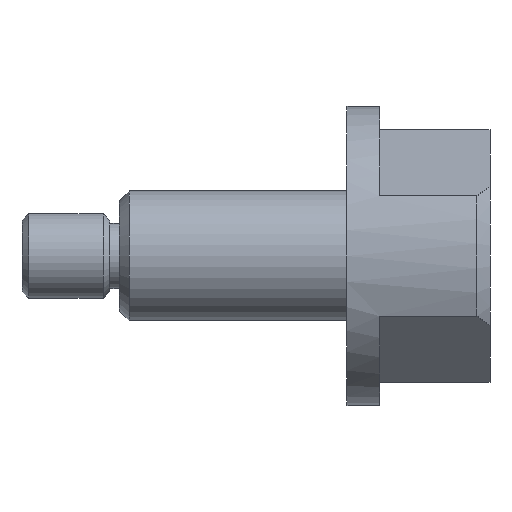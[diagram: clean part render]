
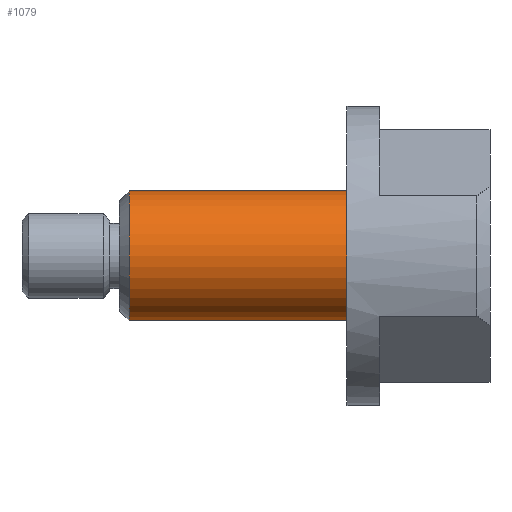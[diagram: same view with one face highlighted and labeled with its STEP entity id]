
A CAD part, left-side view. The second image highlights one B-rep face of the part: STEP entity #1079.
In plain terms, the highlighted cylindrical face has radius 2 mm (diameter 4 mm), a partial arc.
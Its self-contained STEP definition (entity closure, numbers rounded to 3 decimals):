
#47 = CIRCLE ( 'NONE', #1065, 2. ) ;
#67 = ORIENTED_EDGE ( 'NONE', *, *, #704, .T. ) ;
#87 = CYLINDRICAL_SURFACE ( 'NONE', #2231, 2. ) ;
#214 = VECTOR ( 'NONE', #1888, 1000. ) ;
#245 = LINE ( 'NONE', #1706, #214 ) ;
#317 = FACE_OUTER_BOUND ( 'NONE', #1110, .T. ) ;
#374 = LINE ( 'NONE', #2153, #2359 ) ;
#393 = DIRECTION ( 'NONE',  ( 0., 0., 1. ) ) ;
#593 = DIRECTION ( 'NONE',  ( 0., -1., 0. ) ) ;
#704 = EDGE_CURVE ( 'NONE', #1533, #1711, #47, .T. ) ;
#746 = DIRECTION ( 'NONE',  ( 0., 1., 0. ) ) ;
#805 = ORIENTED_EDGE ( 'NONE', *, *, #2269, .F. ) ;
#1008 = CARTESIAN_POINT ( 'NONE',  ( 0., 8.9, 0. ) ) ;
#1026 = ORIENTED_EDGE ( 'NONE', *, *, #2236, .T. ) ;
#1049 = CARTESIAN_POINT ( 'NONE',  ( 0., 2.2, 2. ) ) ;
#1065 = AXIS2_PLACEMENT_3D ( 'NONE', #1909, #746, #2080 ) ;
#1079 = ADVANCED_FACE ( 'NONE', ( #317 ), #87, .T. ) ;
#1110 = EDGE_LOOP ( 'NONE', ( #805, #1026, #1397, #67 ) ) ;
#1395 = CARTESIAN_POINT ( 'NONE',  ( 0., 8.9, 2. ) ) ;
#1397 = ORIENTED_EDGE ( 'NONE', *, *, #1951, .T. ) ;
#1446 = AXIS2_PLACEMENT_3D ( 'NONE', #1008, #593, #393 ) ;
#1505 = DIRECTION ( 'NONE',  ( 0., -1., 0. ) ) ;
#1510 = DIRECTION ( 'NONE',  ( 0., 0., -1. ) ) ;
#1533 = VERTEX_POINT ( 'NONE', #1668 ) ;
#1668 = CARTESIAN_POINT ( 'NONE',  ( 0., 2.2, -2. ) ) ;
#1706 = CARTESIAN_POINT ( 'NONE',  ( 0., 9.2, -2. ) ) ;
#1711 = VERTEX_POINT ( 'NONE', #1049 ) ;
#1885 = CARTESIAN_POINT ( 'NONE',  ( 0., 9.2, 0. ) ) ;
#1888 = DIRECTION ( 'NONE',  ( 0., -1., 0. ) ) ;
#1902 = CARTESIAN_POINT ( 'NONE',  ( 0., 8.9, -2. ) ) ;
#1909 = CARTESIAN_POINT ( 'NONE',  ( 0., 2.2, 0. ) ) ;
#1950 = DIRECTION ( 'NONE',  ( 0., -1., 0. ) ) ;
#1951 = EDGE_CURVE ( 'NONE', #2375, #1533, #245, .T. ) ;
#2080 = DIRECTION ( 'NONE',  ( 0., 0., 1. ) ) ;
#2153 = CARTESIAN_POINT ( 'NONE',  ( 0., 9.2, 2. ) ) ;
#2194 = CIRCLE ( 'NONE', #1446, 2. ) ;
#2231 = AXIS2_PLACEMENT_3D ( 'NONE', #1885, #1505, #1510 ) ;
#2236 = EDGE_CURVE ( 'NONE', #2293, #2375, #2194, .T. ) ;
#2269 = EDGE_CURVE ( 'NONE', #2293, #1711, #374, .T. ) ;
#2293 = VERTEX_POINT ( 'NONE', #1395 ) ;
#2359 = VECTOR ( 'NONE', #1950, 1000. ) ;
#2375 = VERTEX_POINT ( 'NONE', #1902 ) ;
